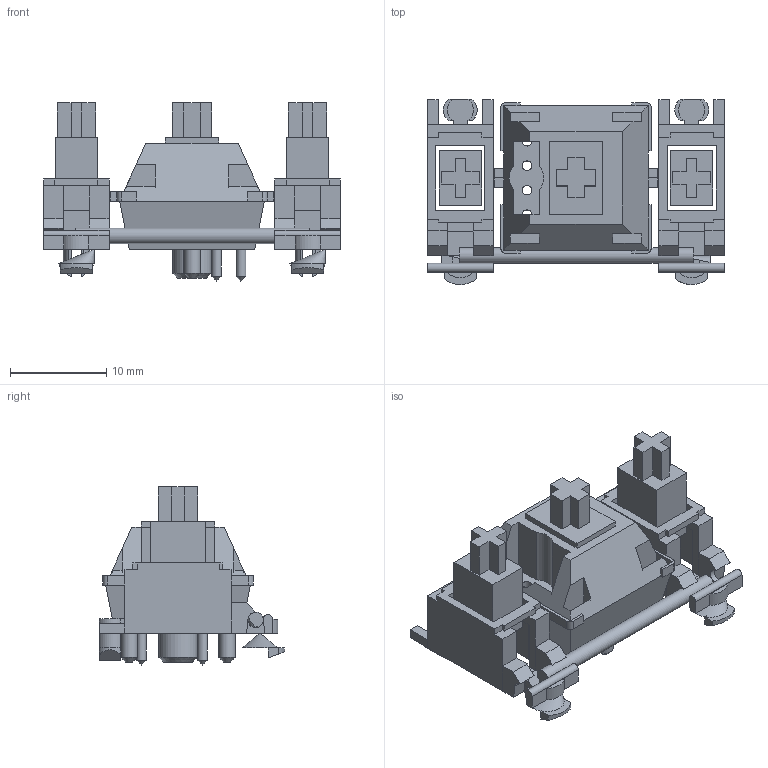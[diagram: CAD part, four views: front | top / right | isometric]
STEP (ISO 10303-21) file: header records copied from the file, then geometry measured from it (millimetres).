
FILE_DESCRIPTION(('FreeCAD Model'),'2;1');
FILE_NAME('SW_Cherry_MX_ISOEnter_PCB.step', '2021-02-06T15:54:22',('Author'),(''), 'Open CASCADE STEP processor 7.5','FreeCAD','Unknown');
FILE_SCHEMA(('AUTOMOTIVE_DESIGN { 1 0 10303 214 1 1 1 1 }'));
Length unit declared in the file: millimetre
Products named in the file (7): stabilizer__ISOEnter_PCB; stabilizer_body_001; stabilizer_plunger_001; stabilizer_plunger_002; stabilizer_body_002; SW_Cherry_MX_1.00u_PCB1_001; stabilizer_bar_2_00u_001
Assembly tree (6 placements, depth 2):
  stabilizer__ISOEnter_PCB
    stabilizer_body_001
    stabilizer_plunger_001
    stabilizer_plunger_002
    stabilizer_body_002
    SW_Cherry_MX_1.00u_PCB1_001
    stabilizer_bar_2_00u_001
Bounding box: 30.8 x 19.2 x 18.5 mm (x, y, z)
Volume: 2372.5 mm3; surface area: 3444.6 mm2
Topology: 8 solids, 10 shells, 417 faces, 1083 edges, 687 vertices
Faces by surface type: plane 358, cylinder 46, bspline 8, cone 5
Full cylindrical faces by diameter (mm): 1 x6, 1.6 x3, 1.7 x2, 1.702 x2, 3.7 x2, 3.988 x1
Entity records: 16763 total; most frequent: CARTESIAN_POINT 5504, ORIENTED_EDGE 2162, DIRECTION 1980, EDGE_CURVE 1081, LINE 924, VECTOR 924, VERTEX_POINT 687, AXIS2_PLACEMENT_3D 528
